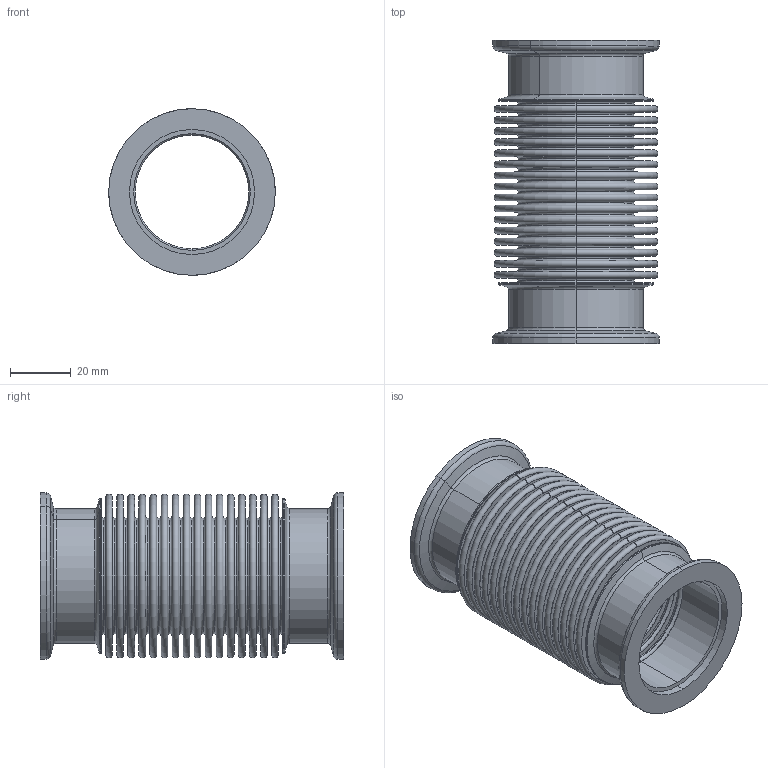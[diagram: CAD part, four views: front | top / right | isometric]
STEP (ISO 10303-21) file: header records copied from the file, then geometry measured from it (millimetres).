
FILE_DESCRIPTION (( 'STEP AP214' ), '1' );
FILE_NAME ('Hositrad_KX40-100.STEP', '2015-06-03T09:02:52', ( '' ), ( '' ), 'SwSTEP 2.0', 'SolidWorks 2015', '' );
FILE_SCHEMA (( 'AUTOMOTIVE_DESIGN' ));
Length unit declared in the file: millimetre
Products named in the file (3): KF40-stub; HydroFormedBellow-54-38-L61; Hositrad_KX40-100
Assembly tree (3 placements, depth 2):
  Hositrad_KX40-100
    HydroFormedBellow-54-38-L61
    KF40-stub  x2
Bounding box: 55 x 100.05 x 55 mm (x, y, z)
Volume: 33947 mm3; surface area: 103304 mm2
Topology: 3 solids, 3 shells, 324 faces, 648 edges, 400 vertices
Faces by surface type: torus 212, plane 76, cylinder 24, cone 12
Entity records: 8146 total; most frequent: DIRECTION 1780, CARTESIAN_POINT 1270, ORIENTED_EDGE 1192, AXIS2_PLACEMENT_3D 880, EDGE_CURVE 596, CIRCLE 576, EDGE_LOOP 370, VERTEX_POINT 370
